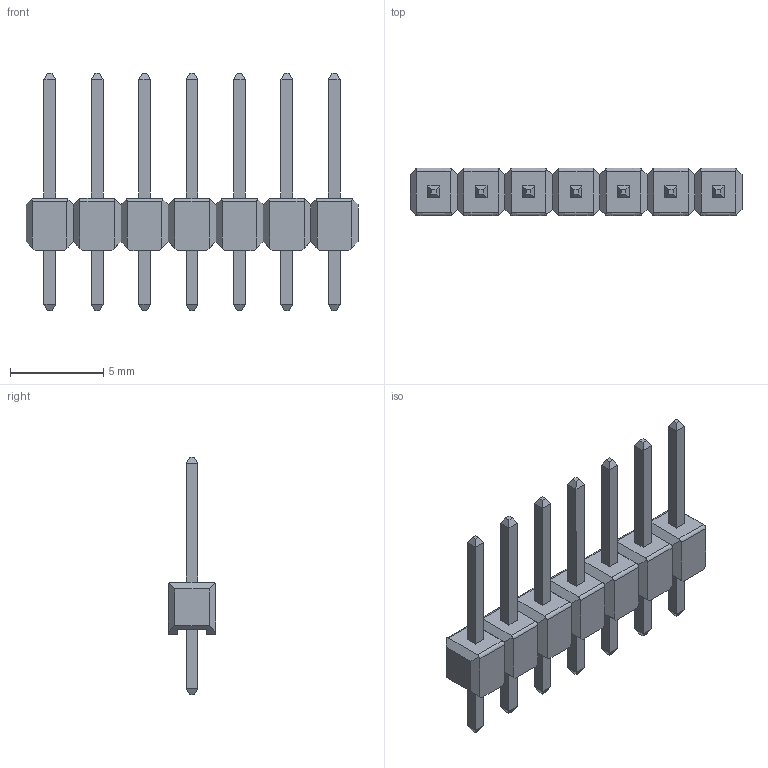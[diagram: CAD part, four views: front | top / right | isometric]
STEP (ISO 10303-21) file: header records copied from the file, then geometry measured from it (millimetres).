
FILE_DESCRIPTION (( 'STEP AP203' ), '1' );
FILE_NAME ('Pin Header 1x7 TH Pitch 2.54mm.stp_Default_sldprt.STEP', '2023-07-18T01:05:48', ( '' ), ( '' ), 'SwSTEP 2.0', 'SolidWorks 2022', '' );
FILE_SCHEMA (( 'CONFIG_CONTROL_DESIGN' ));
Length unit declared in the file: millimetre
Products named in the file (1): Pin Header 1x7 TH Pitch 2.54mm.stp_Default_sldprt
Bounding box: 17.78 x 2.54 x 12.7 mm (x, y, z)
Surface area: 473 mm2 (no closed solid volume)
Topology: 0 solids, 8 shells, 254 faces, 634 edges, 396 vertices
Faces by surface type: plane 226, bspline 28
Entity records: 7606 total; most frequent: CARTESIAN_POINT 2875, ORIENTED_EDGE 1268, EDGE_CURVE 634, B_SPLINE_CURVE_WITH_KNOTS 634, DIRECTION 454, VERTEX_POINT 396, EDGE_LOOP 268, FACE_OUTER_BOUND 254
